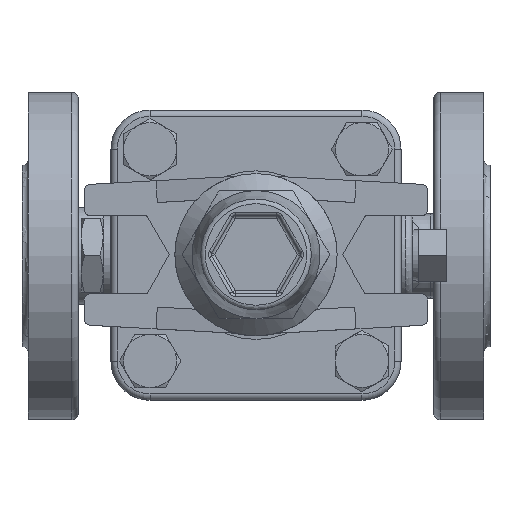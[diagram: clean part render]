
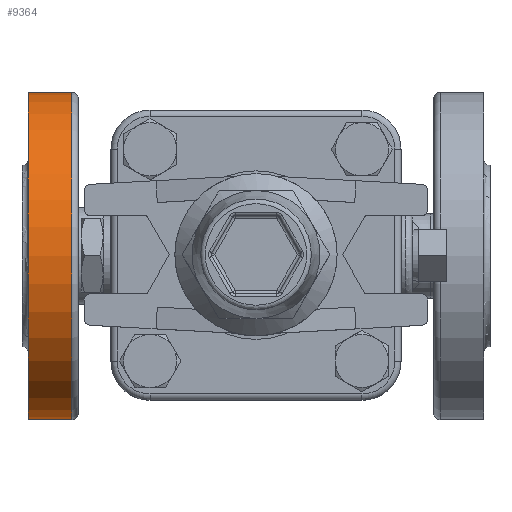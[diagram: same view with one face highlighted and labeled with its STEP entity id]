
A CAD part, top view. The second image highlights one B-rep face of the part: STEP entity #9364.
In plain terms, the highlighted cylindrical face has radius 52.5 mm (diameter 105 mm), a full revolution.
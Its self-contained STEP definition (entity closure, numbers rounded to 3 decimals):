
#1407=CYLINDRICAL_SURFACE('',#10026,52.5);
#1795=FACE_BOUND('',#2559,.T.);
#1907=FACE_OUTER_BOUND('',#2558,.T.);
#2558=EDGE_LOOP('',(#6446));
#2559=EDGE_LOOP('',(#6447));
#3311=CIRCLE('',#10020,52.5);
#3316=CIRCLE('',#10027,52.5);
#4089=VERTEX_POINT('',#13786);
#4095=VERTEX_POINT('',#13842);
#4990=EDGE_CURVE('',#4089,#4089,#3311,.T.);
#4996=EDGE_CURVE('',#4095,#4095,#3316,.T.);
#6446=ORIENTED_EDGE('',*,*,#4996,.T.);
#6447=ORIENTED_EDGE('',*,*,#4990,.F.);
#9364=ADVANCED_FACE('',(#1907,#1795),#1407,.T.);
#10020=AXIS2_PLACEMENT_3D('',#13787,#11092,#11093);
#10026=AXIS2_PLACEMENT_3D('',#13841,#11104,#11105);
#10027=AXIS2_PLACEMENT_3D('',#13843,#11106,#11107);
#11092=DIRECTION('center_axis',(1.,0.,0.));
#11093=DIRECTION('ref_axis',(0.,-1.,0.));
#11104=DIRECTION('center_axis',(1.,0.,0.));
#11105=DIRECTION('ref_axis',(0.,-1.,0.));
#11106=DIRECTION('center_axis',(1.,0.,0.));
#11107=DIRECTION('ref_axis',(0.,-1.,0.));
#13786=CARTESIAN_POINT('',(-59.,52.5,46.5));
#13787=CARTESIAN_POINT('Origin',(-59.,0.,46.5));
#13841=CARTESIAN_POINT('Origin',(-75.,0.,46.5));
#13842=CARTESIAN_POINT('',(-73.,0.,99.));
#13843=CARTESIAN_POINT('Origin',(-73.,0.,46.5));
